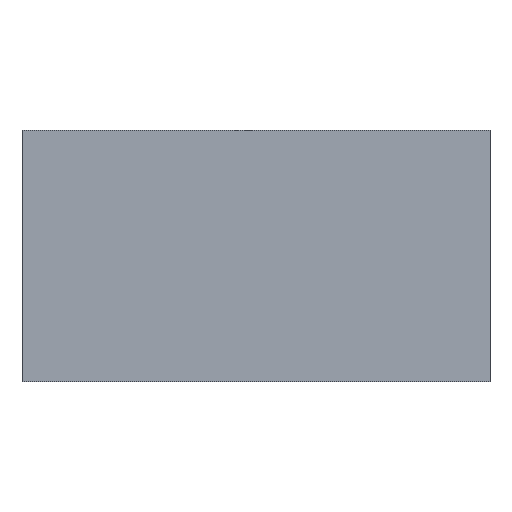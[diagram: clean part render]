
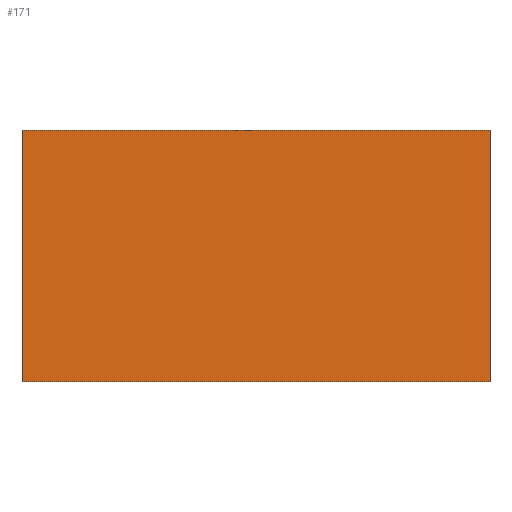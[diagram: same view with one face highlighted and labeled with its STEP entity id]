
A CAD part, top view. The second image highlights one B-rep face of the part: STEP entity #171.
In plain terms, the highlighted planar face has unit normal (0, 0, 1).
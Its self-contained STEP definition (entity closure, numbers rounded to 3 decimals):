
#42 = VERTEX_POINT('',#43);
#43 = CARTESIAN_POINT('',(0.,0.,0.35));
#58 = VERTEX_POINT('',#59);
#59 = CARTESIAN_POINT('',(0.,0.86,0.35));
#65 = EDGE_CURVE('',#42,#58,#66,.T.);
#66 = LINE('',#67,#68);
#67 = CARTESIAN_POINT('',(0.,0.,0.35));
#68 = VECTOR('',#69,1.);
#69 = DIRECTION('',(-0.,1.,0.));
#82 = VERTEX_POINT('',#83);
#83 = CARTESIAN_POINT('',(1.6,0.,0.35));
#98 = VERTEX_POINT('',#99);
#99 = CARTESIAN_POINT('',(1.6,0.86,0.35));
#105 = EDGE_CURVE('',#82,#98,#106,.T.);
#106 = LINE('',#107,#108);
#107 = CARTESIAN_POINT('',(1.6,0.,0.35));
#108 = VECTOR('',#109,1.);
#109 = DIRECTION('',(-0.,1.,0.));
#126 = EDGE_CURVE('',#42,#82,#127,.T.);
#127 = LINE('',#128,#129);
#128 = CARTESIAN_POINT('',(0.,0.,0.35));
#129 = VECTOR('',#130,1.);
#130 = DIRECTION('',(1.,0.,-0.));
#148 = EDGE_CURVE('',#58,#98,#149,.T.);
#149 = LINE('',#150,#151);
#150 = CARTESIAN_POINT('',(0.,0.86,0.35));
#151 = VECTOR('',#152,1.);
#152 = DIRECTION('',(1.,0.,-0.));
#171 = ADVANCED_FACE('',(#172),#178,.T.);
#172 = FACE_BOUND('',#173,.T.);
#173 = EDGE_LOOP('',(#174,#175,#176,#177));
#174 = ORIENTED_EDGE('',*,*,#65,.F.);
#175 = ORIENTED_EDGE('',*,*,#126,.T.);
#176 = ORIENTED_EDGE('',*,*,#105,.T.);
#177 = ORIENTED_EDGE('',*,*,#148,.F.);
#178 = PLANE('',#179);
#179 = AXIS2_PLACEMENT_3D('',#180,#181,#182);
#180 = CARTESIAN_POINT('',(0.,0.,0.35));
#181 = DIRECTION('',(0.,0.,1.));
#182 = DIRECTION('',(1.,0.,-0.));
